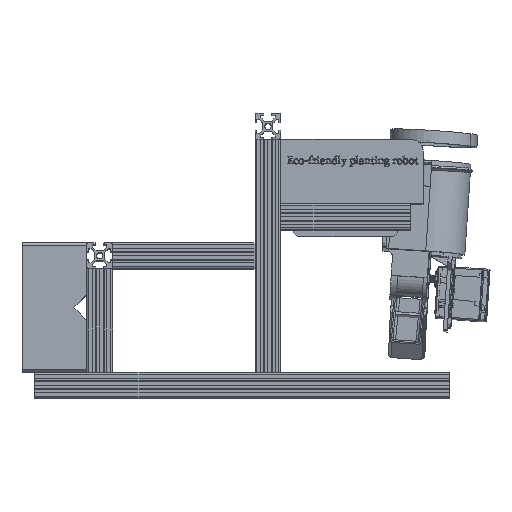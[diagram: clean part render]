
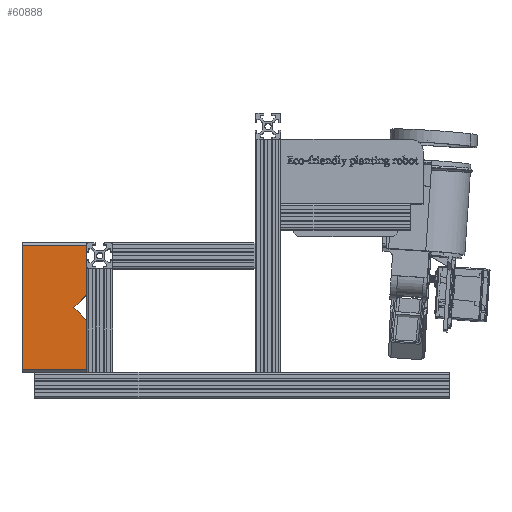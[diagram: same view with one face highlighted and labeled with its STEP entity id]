
A CAD part, top view. The second image highlights one B-rep face of the part: STEP entity #60888.
In plain terms, the highlighted face is planar.
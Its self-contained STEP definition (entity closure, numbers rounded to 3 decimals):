
#973 = DIRECTION ( 'NONE',  ( 0., 0.707, 0.707 ) ) ;
#1647 = ORIENTED_EDGE ( 'NONE', *, *, #46250, .T. ) ;
#2394 = FACE_OUTER_BOUND ( 'NONE', #77702, .T. ) ;
#7211 = LINE ( 'NONE', #75640, #61740 ) ;
#8353 = DIRECTION ( 'NONE',  ( 0., 0., -1. ) ) ;
#16029 = AXIS2_PLACEMENT_3D ( 'NONE', #82377, #31376, #99251 ) ;
#18938 = CARTESIAN_POINT ( 'NONE',  ( 120., 0., 10. ) ) ;
#19639 = VERTEX_POINT ( 'NONE', #66925 ) ;
#20470 = ORIENTED_EDGE ( 'NONE', *, *, #43113, .T. ) ;
#23549 = VECTOR ( 'NONE', #65728, 1000. ) ;
#25378 = EDGE_CURVE ( 'NONE', #109536, #95206, #80387, .T. ) ;
#25775 = CARTESIAN_POINT ( 'NONE',  ( 120., 10., 0. ) ) ;
#26046 = VECTOR ( 'NONE', #48703, 1000. ) ;
#27040 = EDGE_CURVE ( 'NONE', #31174, #56897, #105343, .T. ) ;
#27245 = EDGE_CURVE ( 'NONE', #19639, #109536, #7211, .T. ) ;
#29663 = PLANE ( 'NONE',  #16029 ) ;
#30420 = CARTESIAN_POINT ( 'NONE',  ( 120., 48., 50. ) ) ;
#30877 = VERTEX_POINT ( 'NONE', #90205 ) ;
#30909 = ORIENTED_EDGE ( 'NONE', *, *, #27040, .T. ) ;
#30980 = VECTOR ( 'NONE', #8353, 1000. ) ;
#31174 = VERTEX_POINT ( 'NONE', #25775 ) ;
#31376 = DIRECTION ( 'NONE',  ( -1., 0., 0. ) ) ;
#31630 = DIRECTION ( 'NONE',  ( 0., 1., 0. ) ) ;
#32949 = ORIENTED_EDGE ( 'NONE', *, *, #111774, .F. ) ;
#33994 = VECTOR ( 'NONE', #973, 1000. ) ;
#38928 = LINE ( 'NONE', #49897, #111401 ) ;
#39376 = CARTESIAN_POINT ( 'NONE',  ( 120., -48., 50. ) ) ;
#40625 = CARTESIAN_POINT ( 'NONE',  ( 120., -10., 0. ) ) ;
#43113 = EDGE_CURVE ( 'NONE', #78333, #19639, #68346, .T. ) ;
#44054 = ORIENTED_EDGE ( 'NONE', *, *, #27245, .T. ) ;
#46250 = EDGE_CURVE ( 'NONE', #95206, #31174, #38928, .T. ) ;
#47606 = DIRECTION ( 'NONE',  ( 0., 0.707, -0.707 ) ) ;
#48703 = DIRECTION ( 'NONE',  ( 0., 0., -1. ) ) ;
#49897 = CARTESIAN_POINT ( 'NONE',  ( 120., 10., 0. ) ) ;
#53686 = CARTESIAN_POINT ( 'NONE',  ( 120., 48., 0. ) ) ;
#55281 = CARTESIAN_POINT ( 'NONE',  ( 120., 48., 0. ) ) ;
#56897 = VERTEX_POINT ( 'NONE', #55281 ) ;
#60888 = ADVANCED_FACE ( 'NONE', ( #2394 ), #29663, .F. ) ;
#61740 = VECTOR ( 'NONE', #31630, 1000. ) ;
#65728 = DIRECTION ( 'NONE',  ( 0., 1., 0. ) ) ;
#66925 = CARTESIAN_POINT ( 'NONE',  ( 120., -48., 0. ) ) ;
#68346 = LINE ( 'NONE', #103771, #26046 ) ;
#72848 = CARTESIAN_POINT ( 'NONE',  ( 120., 0., 10. ) ) ;
#74433 = LINE ( 'NONE', #30420, #23549 ) ;
#75640 = CARTESIAN_POINT ( 'NONE',  ( 120., 48., 0. ) ) ;
#77348 = CARTESIAN_POINT ( 'NONE',  ( 120., 48., 50. ) ) ;
#77702 = EDGE_LOOP ( 'NONE', ( #80087, #1647, #30909, #84200, #32949, #20470, #44054 ) ) ;
#78333 = VERTEX_POINT ( 'NONE', #39376 ) ;
#80087 = ORIENTED_EDGE ( 'NONE', *, *, #25378, .T. ) ;
#80387 = LINE ( 'NONE', #72848, #33994 ) ;
#82377 = CARTESIAN_POINT ( 'NONE',  ( 120., 48., 50. ) ) ;
#84200 = ORIENTED_EDGE ( 'NONE', *, *, #90379, .F. ) ;
#85772 = VECTOR ( 'NONE', #98352, 1000. ) ;
#87206 = LINE ( 'NONE', #77348, #30980 ) ;
#90205 = CARTESIAN_POINT ( 'NONE',  ( 120., 48., 50. ) ) ;
#90379 = EDGE_CURVE ( 'NONE', #30877, #56897, #87206, .T. ) ;
#95206 = VERTEX_POINT ( 'NONE', #18938 ) ;
#98352 = DIRECTION ( 'NONE',  ( 0., 1., 0. ) ) ;
#99251 = DIRECTION ( 'NONE',  ( 0., 0., 1. ) ) ;
#103771 = CARTESIAN_POINT ( 'NONE',  ( 120., -48., 50. ) ) ;
#105343 = LINE ( 'NONE', #53686, #85772 ) ;
#109536 = VERTEX_POINT ( 'NONE', #40625 ) ;
#111401 = VECTOR ( 'NONE', #47606, 1000. ) ;
#111774 = EDGE_CURVE ( 'NONE', #78333, #30877, #74433, .T. ) ;
